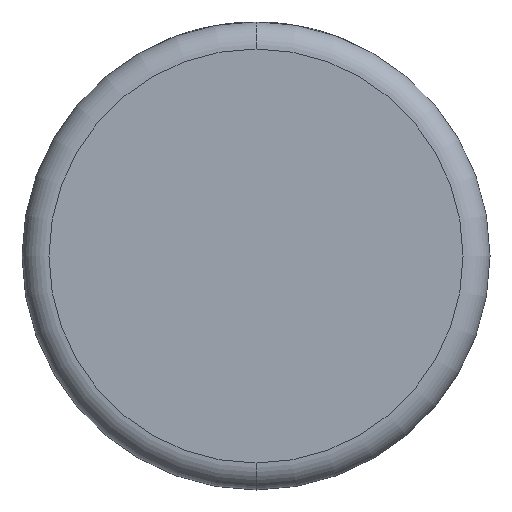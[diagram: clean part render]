
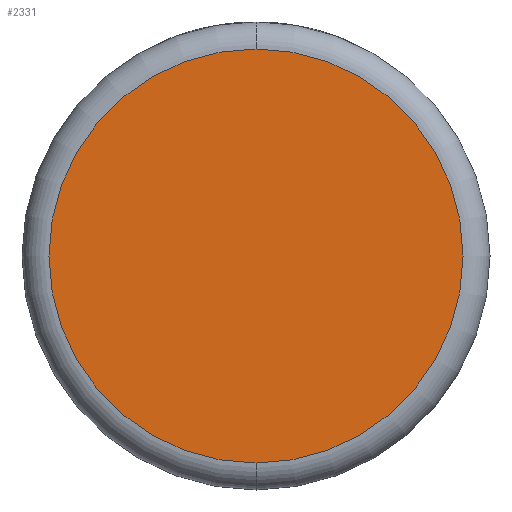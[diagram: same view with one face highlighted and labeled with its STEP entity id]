
A CAD part, front view. The second image highlights one B-rep face of the part: STEP entity #2331.
In plain terms, the highlighted planar face has unit normal (0, -1, 0).
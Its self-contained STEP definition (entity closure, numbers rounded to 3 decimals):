
#104 = CIRCLE ( 'NONE', #4114, 18.138 ) ;
#202 = CARTESIAN_POINT ( 'NONE',  ( 0., 0., 0. ) ) ;
#591 = CARTESIAN_POINT ( 'NONE',  ( 0., 0., 18.138 ) ) ;
#733 = VERTEX_POINT ( 'NONE', #591 ) ;
#785 = FACE_OUTER_BOUND ( 'NONE', #3246, .T. ) ;
#794 = CARTESIAN_POINT ( 'NONE',  ( 0., 0., 0. ) ) ;
#1108 = CARTESIAN_POINT ( 'NONE',  ( 0., 0., -18.138 ) ) ;
#1320 = DIRECTION ( 'NONE',  ( 0., 1., 0. ) ) ;
#1555 = AXIS2_PLACEMENT_3D ( 'NONE', #794, #2094, #4054 ) ;
#1722 = ORIENTED_EDGE ( 'NONE', *, *, #2911, .T. ) ;
#1917 = DIRECTION ( 'NONE',  ( 0., 0., 1. ) ) ;
#2012 = ORIENTED_EDGE ( 'NONE', *, *, #4074, .T. ) ;
#2066 = VERTEX_POINT ( 'NONE', #1108 ) ;
#2094 = DIRECTION ( 'NONE',  ( 0., -1., 0. ) ) ;
#2331 = ADVANCED_FACE ( 'NONE', ( #785 ), #2949, .F. ) ;
#2752 = DIRECTION ( 'NONE',  ( 0., -1., 0. ) ) ;
#2911 = EDGE_CURVE ( 'NONE', #733, #2066, #104, .T. ) ;
#2949 = PLANE ( 'NONE',  #4086 ) ;
#3246 = EDGE_LOOP ( 'NONE', ( #1722, #2012 ) ) ;
#3307 = CIRCLE ( 'NONE', #1555, 18.138 ) ;
#3915 = CARTESIAN_POINT ( 'NONE',  ( 0., 0., 0. ) ) ;
#3991 = DIRECTION ( 'NONE',  ( 0., 0., 1. ) ) ;
#4054 = DIRECTION ( 'NONE',  ( 0., 0., 1. ) ) ;
#4074 = EDGE_CURVE ( 'NONE', #2066, #733, #3307, .T. ) ;
#4086 = AXIS2_PLACEMENT_3D ( 'NONE', #3915, #1320, #1917 ) ;
#4114 = AXIS2_PLACEMENT_3D ( 'NONE', #202, #2752, #3991 ) ;
